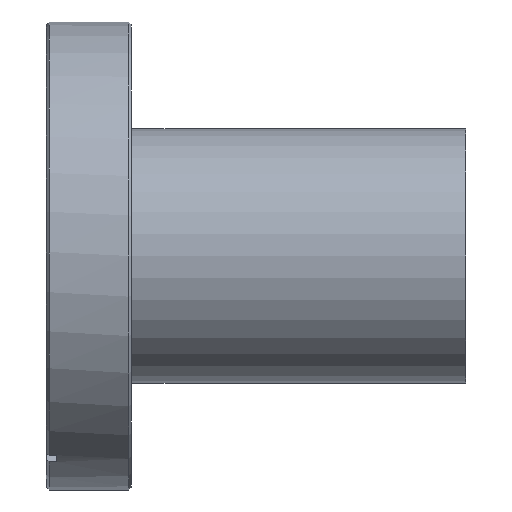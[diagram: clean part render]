
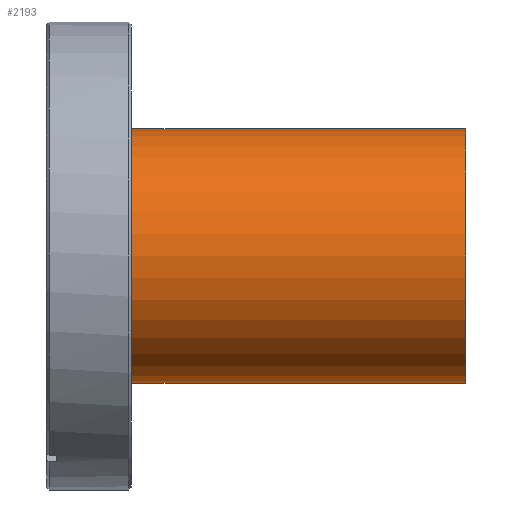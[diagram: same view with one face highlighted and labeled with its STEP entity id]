
A CAD part, left-side view. The second image highlights one B-rep face of the part: STEP entity #2193.
In plain terms, the highlighted cylindrical face has radius 19.05 mm (diameter 38.1 mm), a partial arc.
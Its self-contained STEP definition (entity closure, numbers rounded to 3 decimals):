
#1 = DIRECTION ( 'NONE',  ( 0., -1., 0. ) ) ;
#65 = DIRECTION ( 'NONE',  ( 0., -1., 0. ) ) ;
#99 = EDGE_CURVE ( 'NONE', #2064, #657, #227, .T. ) ;
#107 = VERTEX_POINT ( 'NONE', #1764 ) ;
#140 = VECTOR ( 'NONE', #1, 1000. ) ;
#184 = CARTESIAN_POINT ( 'NONE',  ( 0., 28.7, -19.05 ) ) ;
#227 = LINE ( 'NONE', #184, #140 ) ;
#231 = EDGE_CURVE ( 'NONE', #2064, #944, #1694, .T. ) ;
#396 = DIRECTION ( 'NONE',  ( 0., 1., 0. ) ) ;
#449 = AXIS2_PLACEMENT_3D ( 'NONE', #606, #396, #759 ) ;
#606 = CARTESIAN_POINT ( 'NONE',  ( 0., -28.7, 0. ) ) ;
#630 = CARTESIAN_POINT ( 'NONE',  ( 0., 28.7, 19.05 ) ) ;
#657 = VERTEX_POINT ( 'NONE', #1252 ) ;
#759 = DIRECTION ( 'NONE',  ( 0., 0., 1. ) ) ;
#764 = DIRECTION ( 'NONE',  ( 0., -1., 0. ) ) ;
#921 = LINE ( 'NONE', #2195, #1785 ) ;
#944 = VERTEX_POINT ( 'NONE', #630 ) ;
#963 = CARTESIAN_POINT ( 'NONE',  ( 0., 28.7, 0. ) ) ;
#1133 = DIRECTION ( 'NONE',  ( 0., 0., 1. ) ) ;
#1226 = ORIENTED_EDGE ( 'NONE', *, *, #231, .F. ) ;
#1252 = CARTESIAN_POINT ( 'NONE',  ( 0., -28.7, -19.05 ) ) ;
#1258 = CYLINDRICAL_SURFACE ( 'NONE', #1766, 19.05 ) ;
#1267 = ORIENTED_EDGE ( 'NONE', *, *, #1698, .T. ) ;
#1282 = CARTESIAN_POINT ( 'NONE',  ( 0., 28.7, -19.05 ) ) ;
#1305 = DIRECTION ( 'NONE',  ( 0., 0., -1. ) ) ;
#1478 = ORIENTED_EDGE ( 'NONE', *, *, #99, .T. ) ;
#1484 = CARTESIAN_POINT ( 'NONE',  ( 0., 28.7, 0. ) ) ;
#1578 = AXIS2_PLACEMENT_3D ( 'NONE', #963, #2200, #1133 ) ;
#1694 = CIRCLE ( 'NONE', #1578, 19.05 ) ;
#1698 = EDGE_CURVE ( 'NONE', #657, #107, #1845, .T. ) ;
#1726 = EDGE_CURVE ( 'NONE', #944, #107, #921, .T. ) ;
#1764 = CARTESIAN_POINT ( 'NONE',  ( 0., -28.7, 19.05 ) ) ;
#1766 = AXIS2_PLACEMENT_3D ( 'NONE', #1484, #764, #1305 ) ;
#1785 = VECTOR ( 'NONE', #65, 1000. ) ;
#1845 = CIRCLE ( 'NONE', #449, 19.05 ) ;
#1853 = EDGE_LOOP ( 'NONE', ( #1985, #1226, #1478, #1267 ) ) ;
#1985 = ORIENTED_EDGE ( 'NONE', *, *, #1726, .F. ) ;
#2064 = VERTEX_POINT ( 'NONE', #1282 ) ;
#2193 = ADVANCED_FACE ( 'NONE', ( #2268 ), #1258, .T. ) ;
#2195 = CARTESIAN_POINT ( 'NONE',  ( 0., 28.7, 19.05 ) ) ;
#2200 = DIRECTION ( 'NONE',  ( 0., 1., 0. ) ) ;
#2268 = FACE_OUTER_BOUND ( 'NONE', #1853, .T. ) ;
